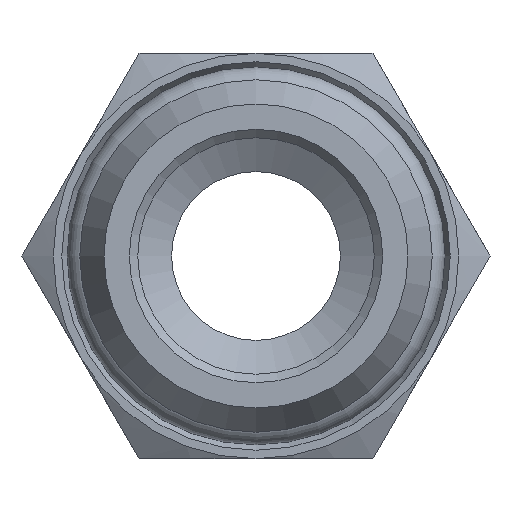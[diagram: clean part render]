
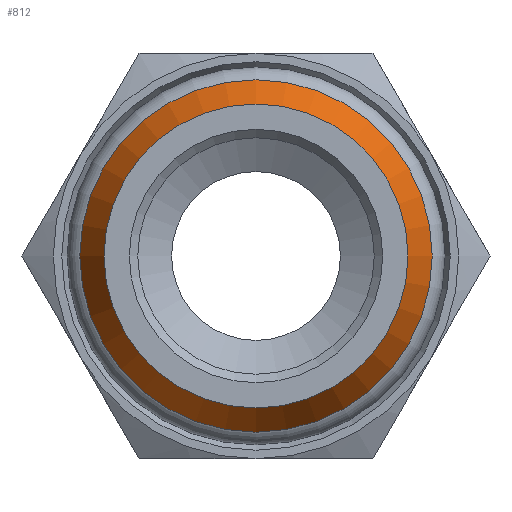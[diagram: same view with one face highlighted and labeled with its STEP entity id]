
A CAD part, front view. The second image highlights one B-rep face of the part: STEP entity #812.
In plain terms, the highlighted conical face has half-angle 30 degrees and reference radius 9 mm.
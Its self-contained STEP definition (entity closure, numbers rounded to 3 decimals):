
#105 = EDGE_LOOP ( 'NONE', ( #361 ) ) ;
#107 = CIRCLE ( 'NONE', #1145, 9. ) ;
#142 = CIRCLE ( 'NONE', #1116, 10.435 ) ;
#197 = CONICAL_SURFACE ( 'NONE', #1097, 9., 0.524 ) ;
#201 = FACE_BOUND ( 'NONE', #457, .T. ) ;
#204 = FACE_OUTER_BOUND ( 'NONE', #105, .T. ) ;
#360 = ORIENTED_EDGE ( 'NONE', *, *, #1050, .F. ) ;
#361 = ORIENTED_EDGE ( 'NONE', *, *, #1006, .T. ) ;
#457 = EDGE_LOOP ( 'NONE', ( #360 ) ) ;
#461 = VERTEX_POINT ( 'NONE', #909 ) ;
#477 = VERTEX_POINT ( 'NONE', #925 ) ;
#495 = CARTESIAN_POINT ( 'NONE',  ( 0., 0., 0. ) ) ;
#565 = DIRECTION ( 'NONE',  ( 0., 0., 1. ) ) ;
#746 = DIRECTION ( 'NONE',  ( 0., 0., -1. ) ) ;
#748 = DIRECTION ( 'NONE',  ( 0., -1., 0. ) ) ;
#749 = CARTESIAN_POINT ( 'NONE',  ( 0., 2.485, 0. ) ) ;
#761 = DIRECTION ( 'NONE',  ( 0., 1., 0. ) ) ;
#812 = ADVANCED_FACE ( 'NONE', ( #204, #201 ), #197, .T. ) ;
#840 = CARTESIAN_POINT ( 'NONE',  ( 0., 0., 0. ) ) ;
#841 = DIRECTION ( 'NONE',  ( 0., -1., 0. ) ) ;
#842 = DIRECTION ( 'NONE',  ( 0., 0., -1. ) ) ;
#909 = CARTESIAN_POINT ( 'NONE',  ( 0., 2.485, -10.435 ) ) ;
#925 = CARTESIAN_POINT ( 'NONE',  ( 0., 0., -9. ) ) ;
#1006 = EDGE_CURVE ( 'NONE', #461, #461, #142, .T. ) ;
#1050 = EDGE_CURVE ( 'NONE', #477, #477, #107, .T. ) ;
#1097 = AXIS2_PLACEMENT_3D ( 'NONE', #495, #761, #565 ) ;
#1116 = AXIS2_PLACEMENT_3D ( 'NONE', #749, #748, #746 ) ;
#1145 = AXIS2_PLACEMENT_3D ( 'NONE', #840, #841, #842 ) ;
